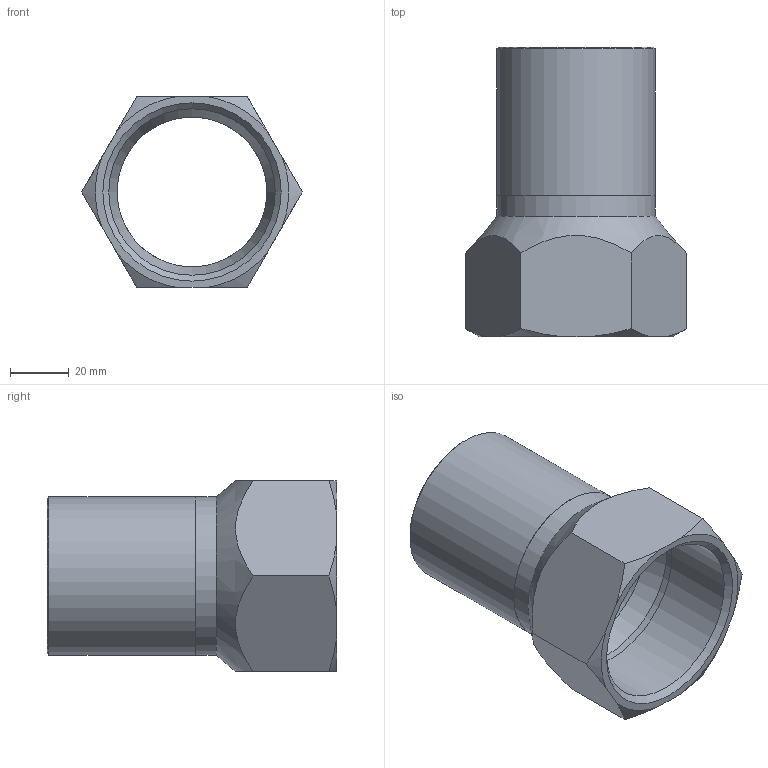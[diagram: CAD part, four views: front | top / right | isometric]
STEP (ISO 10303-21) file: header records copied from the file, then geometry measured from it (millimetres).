
FILE_DESCRIPTION(/* description */ ('Unknown'),/* implementation_level */ '2;1');
FILE_NAME(/* name */ 'F26R2DN54',/* time_stamp */ '2019-10-24T11:09:37+02:00',/* author */ ('Unknown'),/* organization */ ('Unknown'),/* preprocessor_version */ 'ST-DEVELOPER v16.7',/* originating_system */ 'DEX',/* authorisation */ $);
FILE_SCHEMA (('AUTOMOTIVE_DESIGN {1 0 10303 214 3 1 1}'));
Length unit declared in the file: millimetre
Products named in the file (3): CONECTORHDN54_2; TAPH2_54; CARRETE54CONECT
Assembly tree (2 placements, depth 2):
  CONECTORHDN54_2
    TAPH2_54
    CARRETE54CONECT
Bounding box: 75.06 x 98.5 x 65 mm (x, y, z)
Volume: 57518.2 mm3; surface area: 37081.5 mm2
Topology: 2 solids, 2 shells, 27 faces, 65 edges, 42 vertices
Faces by surface type: cone 11, plane 10, cylinder 6
Full cylindrical faces by diameter (mm): 51 x2, 54 x2, 56.656 x2
Entity records: 839 total; most frequent: CARTESIAN_POINT 214, DIRECTION 112, ORIENTED_EDGE 100, EDGE_CURVE 50, AXIS2_PLACEMENT_3D 50, EDGE_LOOP 42, FACE_BOUND 42, VERTEX_POINT 38
